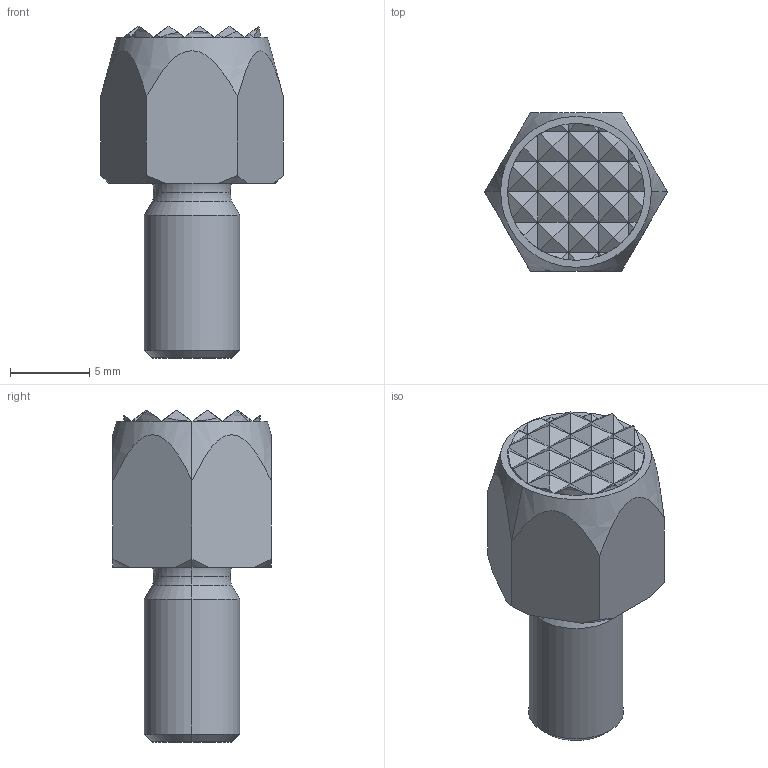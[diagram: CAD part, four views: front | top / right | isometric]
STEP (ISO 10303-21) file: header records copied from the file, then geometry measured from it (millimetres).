
FILE_DESCRIPTION(('STEP AP214'),'1');
FILE_NAME(' ',' ',('TraceParts'),('TraceParts S.A.'),'XStep 1.0',' ',' ');
FILE_SCHEMA(('automotive_design'));
Length unit declared in the file: millimetre
Products named in the file (1): 1
Bounding box: 11.5 x 9.96 x 20.91 mm (x, y, z)
Volume: 1080.6 mm3; surface area: 693.8 mm2
Topology: 1 solids, 1 shells, 133 faces, 241 edges, 112 vertices
Faces by surface type: plane 93, cylinder 20, cone 16, torus 4
Entity records: 5908 total; most frequent: DIRECTION 577, CARTESIAN_POINT 523, STYLED_ITEM 487, PRESENTATION_STYLE_ASSIGNMENT 487, COLOUR_RGB 487, ORIENTED_EDGE 482, EDGE_CURVE 241, CURVE_STYLE 241
